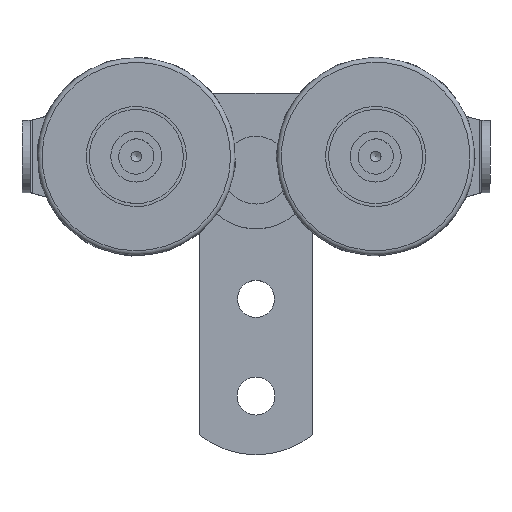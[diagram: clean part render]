
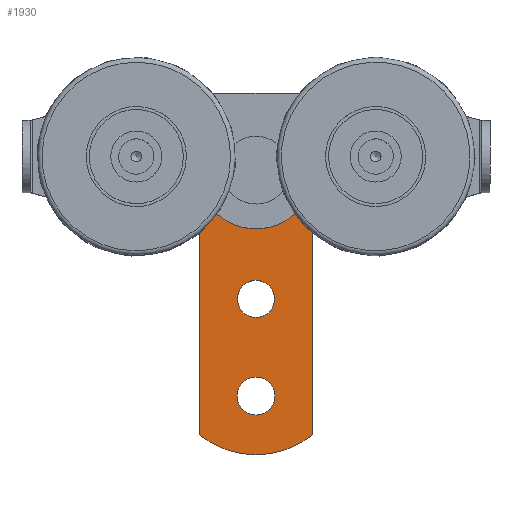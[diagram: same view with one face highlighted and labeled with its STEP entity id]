
A CAD part, top view. The second image highlights one B-rep face of the part: STEP entity #1930.
In plain terms, the highlighted planar face has unit normal (0, 0, 1).
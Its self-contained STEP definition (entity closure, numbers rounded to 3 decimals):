
#137=LINE('',#2992,#291);
#143=LINE('',#3010,#297);
#291=VECTOR('',#2382,10.);
#297=VECTOR('',#2400,10.);
#448=PLANE('',#2148);
#517=FACE_BOUND('',#703,.T.);
#518=FACE_BOUND('',#704,.T.);
#519=FACE_BOUND('',#705,.T.);
#573=FACE_OUTER_BOUND('',#702,.T.);
#702=EDGE_LOOP('',(#1395,#1396,#1397,#1398));
#703=EDGE_LOOP('',(#1399));
#704=EDGE_LOOP('',(#1400));
#705=EDGE_LOOP('',(#1401));
#866=CIRCLE('',#2132,4.2);
#868=CIRCLE('',#2135,4.1);
#870=CIRCLE('',#2138,7.25);
#873=CIRCLE('',#2144,20.);
#874=CIRCLE('',#2147,20.);
#930=VERTEX_POINT('',#2977);
#932=VERTEX_POINT('',#2982);
#934=VERTEX_POINT('',#2987);
#935=VERTEX_POINT('',#2990);
#936=VERTEX_POINT('',#2991);
#941=VERTEX_POINT('',#3005);
#942=VERTEX_POINT('',#3009);
#1112=EDGE_CURVE('',#930,#930,#866,.T.);
#1114=EDGE_CURVE('',#932,#932,#868,.T.);
#1116=EDGE_CURVE('',#934,#934,#870,.T.);
#1117=EDGE_CURVE('',#935,#936,#137,.T.);
#1124=EDGE_CURVE('',#936,#941,#873,.T.);
#1126=EDGE_CURVE('',#941,#942,#143,.T.);
#1128=EDGE_CURVE('',#942,#935,#874,.T.);
#1395=ORIENTED_EDGE('',*,*,#1124,.F.);
#1396=ORIENTED_EDGE('',*,*,#1117,.F.);
#1397=ORIENTED_EDGE('',*,*,#1128,.F.);
#1398=ORIENTED_EDGE('',*,*,#1126,.F.);
#1399=ORIENTED_EDGE('',*,*,#1112,.T.);
#1400=ORIENTED_EDGE('',*,*,#1114,.T.);
#1401=ORIENTED_EDGE('',*,*,#1116,.T.);
#1930=ADVANCED_FACE('',(#573,#517,#518,#519),#448,.T.);
#2132=AXIS2_PLACEMENT_3D('',#2978,#2366,#2367);
#2135=AXIS2_PLACEMENT_3D('',#2983,#2372,#2373);
#2138=AXIS2_PLACEMENT_3D('',#2988,#2378,#2379);
#2144=AXIS2_PLACEMENT_3D('',#3006,#2395,#2396);
#2147=AXIS2_PLACEMENT_3D('',#3013,#2404,#2405);
#2148=AXIS2_PLACEMENT_3D('',#3014,#2406,#2407);
#2366=DIRECTION('center_axis',(0.,0.,-1.));
#2367=DIRECTION('ref_axis',(-1.,0.,0.));
#2372=DIRECTION('center_axis',(0.,0.,-1.));
#2373=DIRECTION('ref_axis',(-1.,0.,0.));
#2378=DIRECTION('center_axis',(0.,0.,-1.));
#2379=DIRECTION('ref_axis',(-1.,0.,0.));
#2382=DIRECTION('',(0.,-1.,0.));
#2395=DIRECTION('center_axis',(0.,0.,-1.));
#2396=DIRECTION('ref_axis',(-0.625,-0.781,0.));
#2400=DIRECTION('',(0.,1.,0.));
#2404=DIRECTION('center_axis',(0.,0.,-1.));
#2405=DIRECTION('ref_axis',(0.625,0.781,0.));
#2406=DIRECTION('center_axis',(0.,0.,1.));
#2407=DIRECTION('ref_axis',(1.,0.,0.));
#2977=CARTESIAN_POINT('',(16.7,13.,2.));
#2978=CARTESIAN_POINT('Origin',(12.5,13.,2.));
#2982=CARTESIAN_POINT('',(16.6,34.5,2.));
#2983=CARTESIAN_POINT('Origin',(12.5,34.5,2.));
#2987=CARTESIAN_POINT('',(19.75,63.,2.));
#2988=CARTESIAN_POINT('Origin',(12.5,63.,2.));
#2990=CARTESIAN_POINT('',(25.,70.612,2.));
#2991=CARTESIAN_POINT('',(25.,4.388,2.));
#2992=CARTESIAN_POINT('',(25.,0.,2.));
#3005=CARTESIAN_POINT('',(0.,4.388,2.));
#3006=CARTESIAN_POINT('Origin',(12.5,20.,2.));
#3009=CARTESIAN_POINT('',(0.,70.612,2.));
#3010=CARTESIAN_POINT('',(0.,75.,2.));
#3013=CARTESIAN_POINT('Origin',(12.5,55.,2.));
#3014=CARTESIAN_POINT('Origin',(6.54,37.5,2.));
